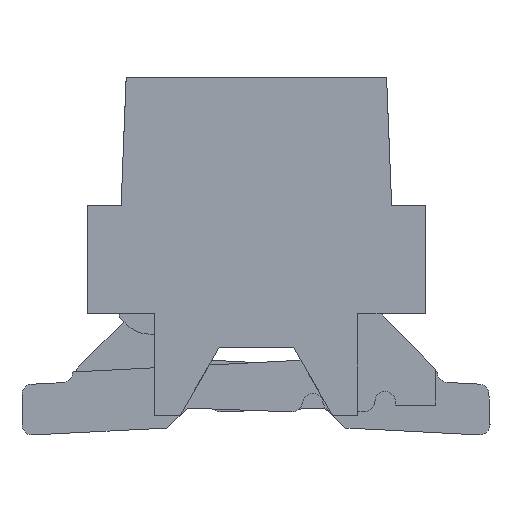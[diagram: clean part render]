
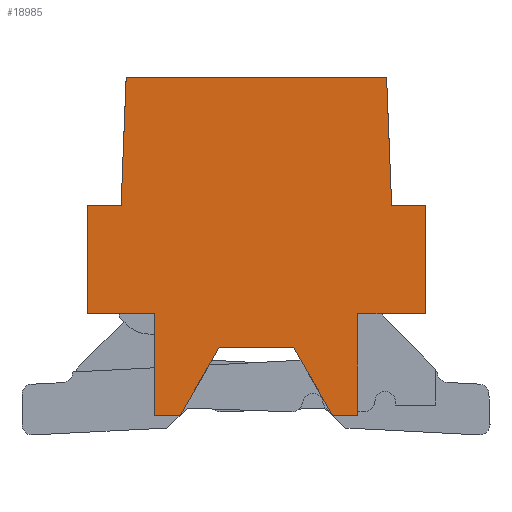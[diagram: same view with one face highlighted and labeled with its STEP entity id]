
A CAD part, left-side view. The second image highlights one B-rep face of the part: STEP entity #18985.
In plain terms, the highlighted planar face has unit normal (-1, 0, 0).
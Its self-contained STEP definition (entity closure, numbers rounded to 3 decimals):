
#134=DIRECTION('',(0.,-0.039,-0.999));
#135=VECTOR('',#134,1.901);
#136=CARTESIAN_POINT('',(-14.935,-1.925,0.));
#137=LINE('',#136,#135);
#138=DIRECTION('',(0.,-1.,0.));
#139=VECTOR('',#138,0.5);
#140=CARTESIAN_POINT('',(-14.935,-2.,-1.9));
#141=LINE('',#140,#139);
#142=DIRECTION('',(0.,0.,-1.));
#143=VECTOR('',#142,1.6);
#144=CARTESIAN_POINT('',(-14.935,-2.5,-1.9));
#145=LINE('',#144,#143);
#146=DIRECTION('',(0.,1.,0.));
#147=VECTOR('',#146,1.);
#148=CARTESIAN_POINT('',(-14.935,-2.5,-3.5));
#149=LINE('',#148,#147);
#150=DIRECTION('',(0.,0.,-1.));
#151=VECTOR('',#150,1.5);
#152=CARTESIAN_POINT('',(-14.935,-1.5,-3.5));
#153=LINE('',#152,#151);
#154=DIRECTION('',(0.,1.,0.));
#155=VECTOR('',#154,0.373);
#156=CARTESIAN_POINT('',(-14.935,-1.5,-5.));
#157=LINE('',#156,#155);
#158=DIRECTION('',(0.,0.5,0.866));
#159=VECTOR('',#158,1.155);
#160=CARTESIAN_POINT('',(-14.935,-1.127,-5.));
#161=LINE('',#160,#159);
#162=DIRECTION('',(0.,1.,0.));
#163=VECTOR('',#162,1.1);
#164=CARTESIAN_POINT('',(-14.935,-0.55,-4.));
#165=LINE('',#164,#163);
#166=DIRECTION('',(0.,0.5,-0.866));
#167=VECTOR('',#166,1.155);
#168=CARTESIAN_POINT('',(-14.935,0.55,-4.));
#169=LINE('',#168,#167);
#170=DIRECTION('',(0.,1.,0.));
#171=VECTOR('',#170,0.373);
#172=CARTESIAN_POINT('',(-14.935,1.127,-5.));
#173=LINE('',#172,#171);
#174=DIRECTION('',(0.,0.,1.));
#175=VECTOR('',#174,1.5);
#176=CARTESIAN_POINT('',(-14.935,1.5,-5.));
#177=LINE('',#176,#175);
#178=DIRECTION('',(0.,1.,0.));
#179=VECTOR('',#178,1.);
#180=CARTESIAN_POINT('',(-14.935,1.5,-3.5));
#181=LINE('',#180,#179);
#182=DIRECTION('',(0.,0.,1.));
#183=VECTOR('',#182,1.6);
#184=CARTESIAN_POINT('',(-14.935,2.5,-3.5));
#185=LINE('',#184,#183);
#186=DIRECTION('',(0.,-1.,0.));
#187=VECTOR('',#186,0.5);
#188=CARTESIAN_POINT('',(-14.935,2.5,-1.9));
#189=LINE('',#188,#187);
#190=DIRECTION('',(0.,-0.039,0.999));
#191=VECTOR('',#190,1.901);
#192=CARTESIAN_POINT('',(-14.935,2.,-1.9));
#193=LINE('',#192,#191);
#194=DIRECTION('',(0.,-1.,0.));
#195=VECTOR('',#194,3.85);
#196=CARTESIAN_POINT('',(-14.935,1.925,0.));
#197=LINE('',#196,#195);
#14362=CARTESIAN_POINT('',(-14.935,-1.925,0.));
#14363=CARTESIAN_POINT('',(-14.935,-2.,-1.9));
#14364=VERTEX_POINT('',#14362);
#14365=VERTEX_POINT('',#14363);
#14366=CARTESIAN_POINT('',(-14.935,-2.5,-1.9));
#14367=VERTEX_POINT('',#14366);
#14368=CARTESIAN_POINT('',(-14.935,-2.5,-3.5));
#14369=VERTEX_POINT('',#14368);
#14370=CARTESIAN_POINT('',(-14.935,-1.5,-3.5));
#14371=VERTEX_POINT('',#14370);
#14372=CARTESIAN_POINT('',(-14.935,-1.5,-5.));
#14373=VERTEX_POINT('',#14372);
#14374=CARTESIAN_POINT('',(-14.935,-1.127,-5.));
#14375=VERTEX_POINT('',#14374);
#14376=CARTESIAN_POINT('',(-14.935,-0.55,-4.));
#14377=VERTEX_POINT('',#14376);
#14378=CARTESIAN_POINT('',(-14.935,0.55,-4.));
#14379=VERTEX_POINT('',#14378);
#14380=CARTESIAN_POINT('',(-14.935,1.127,-5.));
#14381=VERTEX_POINT('',#14380);
#14382=CARTESIAN_POINT('',(-14.935,1.5,-5.));
#14383=VERTEX_POINT('',#14382);
#14384=CARTESIAN_POINT('',(-14.935,1.5,-3.5));
#14385=VERTEX_POINT('',#14384);
#14386=CARTESIAN_POINT('',(-14.935,2.5,-3.5));
#14387=VERTEX_POINT('',#14386);
#14388=CARTESIAN_POINT('',(-14.935,2.5,-1.9));
#14389=VERTEX_POINT('',#14388);
#14390=CARTESIAN_POINT('',(-14.935,2.,-1.9));
#14391=VERTEX_POINT('',#14390);
#14392=CARTESIAN_POINT('',(-14.935,1.925,0.));
#14393=VERTEX_POINT('',#14392);
#18946=CARTESIAN_POINT('',(-14.935,0.,0.));
#18947=DIRECTION('',(1.,0.,0.));
#18948=DIRECTION('',(0.,1.,0.));
#18949=AXIS2_PLACEMENT_3D('',#18946,#18947,#18948);
#18950=PLANE('',#18949);
#18952=ORIENTED_EDGE('',*,*,#18951,.T.);
#18954=ORIENTED_EDGE('',*,*,#18953,.T.);
#18956=ORIENTED_EDGE('',*,*,#18955,.T.);
#18958=ORIENTED_EDGE('',*,*,#18957,.T.);
#18960=ORIENTED_EDGE('',*,*,#18959,.T.);
#18962=ORIENTED_EDGE('',*,*,#18961,.T.);
#18964=ORIENTED_EDGE('',*,*,#18963,.T.);
#18966=ORIENTED_EDGE('',*,*,#18965,.T.);
#18968=ORIENTED_EDGE('',*,*,#18967,.T.);
#18970=ORIENTED_EDGE('',*,*,#18969,.T.);
#18972=ORIENTED_EDGE('',*,*,#18971,.T.);
#18974=ORIENTED_EDGE('',*,*,#18973,.T.);
#18976=ORIENTED_EDGE('',*,*,#18975,.T.);
#18978=ORIENTED_EDGE('',*,*,#18977,.T.);
#18980=ORIENTED_EDGE('',*,*,#18979,.T.);
#18982=ORIENTED_EDGE('',*,*,#18981,.T.);
#18983=EDGE_LOOP('',(#18952,#18954,#18956,#18958,#18960,#18962,#18964,#18966,
#18968,#18970,#18972,#18974,#18976,#18978,#18980,#18982));
#18984=FACE_OUTER_BOUND('',#18983,.F.);
#18951=EDGE_CURVE('',#14364,#14365,#137,.T.);
#18953=EDGE_CURVE('',#14365,#14367,#141,.T.);
#18955=EDGE_CURVE('',#14367,#14369,#145,.T.);
#18957=EDGE_CURVE('',#14369,#14371,#149,.T.);
#18959=EDGE_CURVE('',#14371,#14373,#153,.T.);
#18961=EDGE_CURVE('',#14373,#14375,#157,.T.);
#18963=EDGE_CURVE('',#14375,#14377,#161,.T.);
#18965=EDGE_CURVE('',#14377,#14379,#165,.T.);
#18967=EDGE_CURVE('',#14379,#14381,#169,.T.);
#18969=EDGE_CURVE('',#14381,#14383,#173,.T.);
#18971=EDGE_CURVE('',#14383,#14385,#177,.T.);
#18973=EDGE_CURVE('',#14385,#14387,#181,.T.);
#18975=EDGE_CURVE('',#14387,#14389,#185,.T.);
#18977=EDGE_CURVE('',#14389,#14391,#189,.T.);
#18979=EDGE_CURVE('',#14391,#14393,#193,.T.);
#18981=EDGE_CURVE('',#14393,#14364,#197,.T.);
#18985=ADVANCED_FACE('',(#18984),#18950,.F.);
